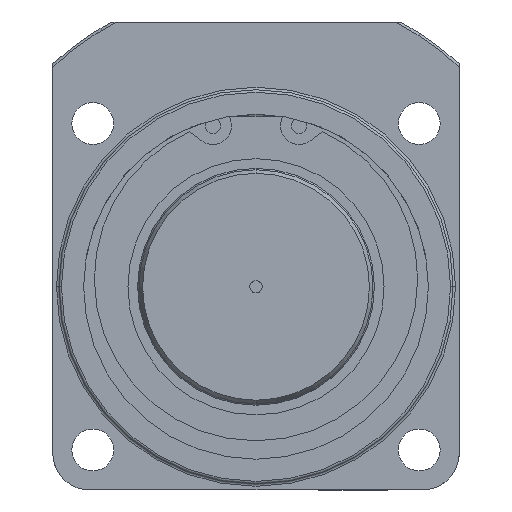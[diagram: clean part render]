
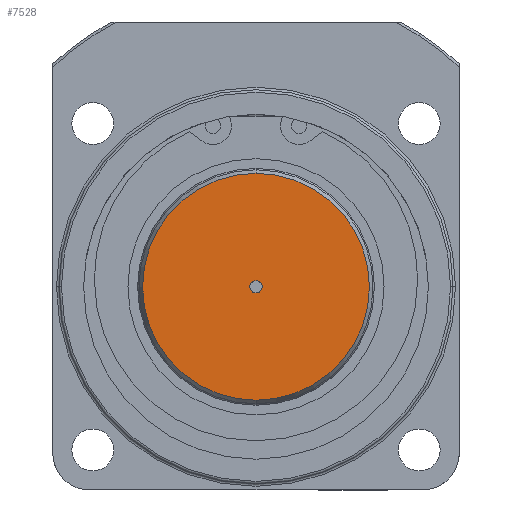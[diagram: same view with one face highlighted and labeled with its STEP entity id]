
A CAD part, front view. The second image highlights one B-rep face of the part: STEP entity #7528.
In plain terms, the highlighted planar face has unit normal (0, -1, 0).
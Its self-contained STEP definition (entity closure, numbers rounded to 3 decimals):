
#1885 = CARTESIAN_POINT ( 'NONE',  ( 0., -50., 0. ) ) ;
#1886 = DIRECTION ( 'NONE',  ( 0., 1., 0. ) ) ;
#1887 = DIRECTION ( 'NONE',  ( 0., 0., 1. ) ) ;
#1953 = CARTESIAN_POINT ( 'NONE',  ( 0., -50., 0. ) ) ;
#1954 = DIRECTION ( 'NONE',  ( 0., -1., 0. ) ) ;
#1955 = DIRECTION ( 'NONE',  ( 0., 0., -1. ) ) ;
#2543 = CARTESIAN_POINT ( 'NONE',  ( 0., -50., -1. ) ) ;
#2544 = CARTESIAN_POINT ( 'NONE',  ( 0., -50., 1. ) ) ;
#2547 = CARTESIAN_POINT ( 'NONE',  ( 0., -50., -18.423 ) ) ;
#2548 = CARTESIAN_POINT ( 'NONE',  ( 0., -50., 18.423 ) ) ;
#3469 = EDGE_LOOP ( 'NONE', ( #9595, #4840 ) ) ;
#3470 = EDGE_LOOP ( 'NONE', ( #9597, #4839 ) ) ;
#3619 = CIRCLE ( 'NONE', #6012, 1. ) ;
#3625 = CIRCLE ( 'NONE', #6037, 18.423 ) ;
#3871 = CIRCLE ( 'NONE', #11738, 18.423 ) ;
#3872 = CIRCLE ( 'NONE', #11739, 1. ) ;
#4839 = ORIENTED_EDGE ( 'NONE', *, *, #6511, .T. ) ;
#4840 = ORIENTED_EDGE ( 'NONE', *, *, #6527, .T. ) ;
#6012 = AXIS2_PLACEMENT_3D ( 'NONE', #1885, #1886, #1887 ) ;
#6037 = AXIS2_PLACEMENT_3D ( 'NONE', #1953, #1954, #1955 ) ;
#6511 = EDGE_CURVE ( 'NONE', #8625, #8626, #3619, .T. ) ;
#6527 = EDGE_CURVE ( 'NONE', #8629, #8630, #3625, .T. ) ;
#6622 = PLANE ( 'NONE',  #11552 ) ;
#6623 = CARTESIAN_POINT ( 'NONE',  ( -18.423, -50., 0. ) ) ;
#6624 = DIRECTION ( 'NONE',  ( 0., 1., 0. ) ) ;
#6625 = DIRECTION ( 'NONE',  ( 0., 0., 1. ) ) ;
#6888 = CARTESIAN_POINT ( 'NONE',  ( 0., -50., 0. ) ) ;
#6889 = DIRECTION ( 'NONE',  ( 0., -1., 0. ) ) ;
#6890 = DIRECTION ( 'NONE',  ( 0., 0., -1. ) ) ;
#6891 = CARTESIAN_POINT ( 'NONE',  ( 0., -50., 0. ) ) ;
#6892 = DIRECTION ( 'NONE',  ( 0., 1., 0. ) ) ;
#6893 = DIRECTION ( 'NONE',  ( 0., 0., 1. ) ) ;
#7528 = ADVANCED_FACE ( 'NONE', ( #11544, #11550 ), #6622, .F. ) ;
#7608 = EDGE_CURVE ( 'NONE', #8630, #8629, #3871, .T. ) ;
#7609 = EDGE_CURVE ( 'NONE', #8626, #8625, #3872, .T. ) ;
#8625 = VERTEX_POINT ( 'NONE', #2543 ) ;
#8626 = VERTEX_POINT ( 'NONE', #2544 ) ;
#8629 = VERTEX_POINT ( 'NONE', #2547 ) ;
#8630 = VERTEX_POINT ( 'NONE', #2548 ) ;
#9595 = ORIENTED_EDGE ( 'NONE', *, *, #7608, .T. ) ;
#9597 = ORIENTED_EDGE ( 'NONE', *, *, #7609, .T. ) ;
#11544 = FACE_BOUND ( 'NONE', #3470, .T. ) ;
#11550 = FACE_OUTER_BOUND ( 'NONE', #3469, .T. ) ;
#11552 = AXIS2_PLACEMENT_3D ( 'NONE', #6623, #6624, #6625 ) ;
#11738 = AXIS2_PLACEMENT_3D ( 'NONE', #6888, #6889, #6890 ) ;
#11739 = AXIS2_PLACEMENT_3D ( 'NONE', #6891, #6892, #6893 ) ;
